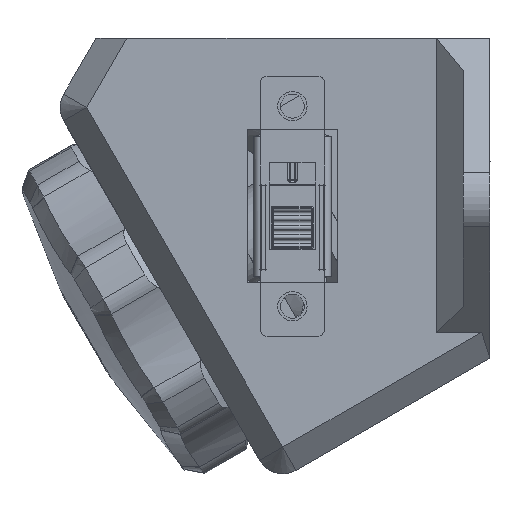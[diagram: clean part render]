
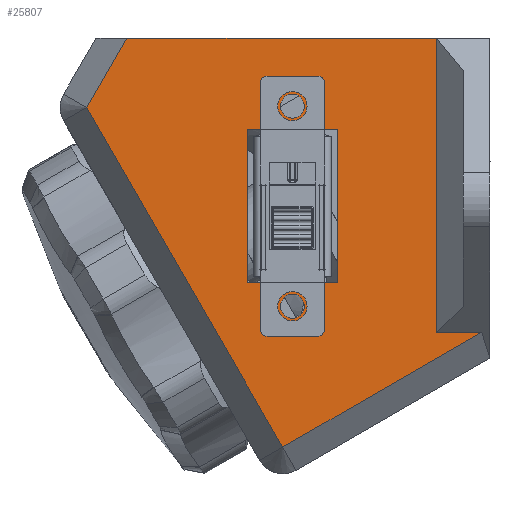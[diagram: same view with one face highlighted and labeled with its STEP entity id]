
A CAD part, left-side view. The second image highlights one B-rep face of the part: STEP entity #25807.
In plain terms, the highlighted face is planar.
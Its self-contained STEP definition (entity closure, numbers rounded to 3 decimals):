
#618=FACE_BOUND('',#4220,.T.);
#619=FACE_BOUND('',#4221,.T.);
#620=FACE_BOUND('',#4222,.T.);
#1495=PLANE('',#27711);
#2579=FACE_OUTER_BOUND('',#4219,.T.);
#4219=EDGE_LOOP('',(#21744,#21745,#21746,#21747,#21748,#21749));
#4220=EDGE_LOOP('',(#21750));
#4221=EDGE_LOOP('',(#21751));
#4222=EDGE_LOOP('',(#21752,#21753,#21754,#21755));
#6741=LINE('',#40346,#9522);
#6744=LINE('',#40352,#9525);
#6747=LINE('',#40356,#9528);
#6748=LINE('',#40358,#9529);
#6871=LINE('',#41316,#9652);
#6885=LINE('',#41352,#9666);
#6898=LINE('',#41382,#9679);
#6899=LINE('',#41384,#9680);
#6900=LINE('',#41386,#9681);
#6901=LINE('',#41387,#9682);
#9522=VECTOR('',#32552,10.);
#9525=VECTOR('',#32557,10.);
#9528=VECTOR('',#32562,10.);
#9529=VECTOR('',#32565,10.);
#9652=VECTOR('',#33016,10.);
#9666=VECTOR('',#33044,10.);
#9679=VECTOR('',#33073,10.);
#9680=VECTOR('',#33074,10.);
#9681=VECTOR('',#33075,10.);
#9682=VECTOR('',#33076,10.);
#10549=CIRCLE('',#27523,0.9);
#10551=CIRCLE('',#27527,0.9);
#12480=VERTEX_POINT('',#40330);
#12482=VERTEX_POINT('',#40338);
#12483=VERTEX_POINT('',#40344);
#12484=VERTEX_POINT('',#40345);
#12485=VERTEX_POINT('',#40350);
#12486=VERTEX_POINT('',#40351);
#12666=VERTEX_POINT('',#41313);
#12667=VERTEX_POINT('',#41315);
#12682=VERTEX_POINT('',#41351);
#12691=VERTEX_POINT('',#41381);
#12692=VERTEX_POINT('',#41383);
#12693=VERTEX_POINT('',#41385);
#15488=EDGE_CURVE('',#12480,#12480,#10549,.T.);
#15492=EDGE_CURVE('',#12482,#12482,#10551,.T.);
#15494=EDGE_CURVE('',#12483,#12484,#6741,.T.);
#15497=EDGE_CURVE('',#12485,#12486,#6744,.T.);
#15500=EDGE_CURVE('',#12486,#12483,#6747,.T.);
#15501=EDGE_CURVE('',#12484,#12485,#6748,.T.);
#15764=EDGE_CURVE('',#12666,#12667,#6871,.T.);
#15782=EDGE_CURVE('',#12682,#12667,#6885,.T.);
#15797=EDGE_CURVE('',#12666,#12691,#6898,.T.);
#15798=EDGE_CURVE('',#12692,#12691,#6899,.T.);
#15799=EDGE_CURVE('',#12693,#12692,#6900,.T.);
#15800=EDGE_CURVE('',#12682,#12693,#6901,.T.);
#21744=ORIENTED_EDGE('',*,*,#15764,.F.);
#21745=ORIENTED_EDGE('',*,*,#15797,.T.);
#21746=ORIENTED_EDGE('',*,*,#15798,.F.);
#21747=ORIENTED_EDGE('',*,*,#15799,.F.);
#21748=ORIENTED_EDGE('',*,*,#15800,.F.);
#21749=ORIENTED_EDGE('',*,*,#15782,.T.);
#21750=ORIENTED_EDGE('',*,*,#15492,.T.);
#21751=ORIENTED_EDGE('',*,*,#15488,.T.);
#21752=ORIENTED_EDGE('',*,*,#15494,.T.);
#21753=ORIENTED_EDGE('',*,*,#15501,.T.);
#21754=ORIENTED_EDGE('',*,*,#15497,.T.);
#21755=ORIENTED_EDGE('',*,*,#15500,.T.);
#25807=ADVANCED_FACE('',(#2579,#618,#619,#620),#1495,.T.);
#27523=AXIS2_PLACEMENT_3D('',#40332,#32535,#32536);
#27527=AXIS2_PLACEMENT_3D('',#40340,#32545,#32546);
#27711=AXIS2_PLACEMENT_3D('',#41380,#33071,#33072);
#32535=DIRECTION('center_axis',(-1.,0.,0.));
#32536=DIRECTION('ref_axis',(0.,0.,-1.));
#32545=DIRECTION('center_axis',(-1.,0.,0.));
#32546=DIRECTION('ref_axis',(0.,0.,-1.));
#32552=DIRECTION('',(0.,0.,-1.));
#32557=DIRECTION('',(0.,0.,1.));
#32562=DIRECTION('',(0.,1.,0.));
#32565=DIRECTION('',(0.,-1.,0.));
#33016=DIRECTION('',(0.,-1.,0.));
#33044=DIRECTION('',(0.,0.,1.));
#33071=DIRECTION('center_axis',(1.,0.,0.));
#33072=DIRECTION('ref_axis',(0.,1.,0.));
#33073=DIRECTION('',(0.,0.,1.));
#33074=DIRECTION('',(0.,0.866,-0.5));
#33075=DIRECTION('',(0.,0.866,0.5));
#33076=DIRECTION('',(0.,-0.5,0.866));
#40330=CARTESIAN_POINT('',(52.5,14.903,13.913));
#40332=CARTESIAN_POINT('Origin',(52.5,14.903,14.813));
#40338=CARTESIAN_POINT('',(52.5,-0.097,13.913));
#40340=CARTESIAN_POINT('Origin',(52.5,-0.097,14.813));
#40344=CARTESIAN_POINT('',(52.5,13.153,18.213));
#40345=CARTESIAN_POINT('',(52.5,13.153,11.413));
#40346=CARTESIAN_POINT('',(52.5,13.153,9.107));
#40350=CARTESIAN_POINT('',(52.5,1.653,11.413));
#40351=CARTESIAN_POINT('',(52.5,1.653,18.213));
#40352=CARTESIAN_POINT('',(52.5,1.653,5.707));
#40356=CARTESIAN_POINT('',(52.5,-9.174,18.213));
#40358=CARTESIAN_POINT('',(52.5,-3.424,11.413));
#41313=CARTESIAN_POINT('',(52.5,20.,4.));
#41315=CARTESIAN_POINT('',(52.5,-2.048,4.));
#41316=CARTESIAN_POINT('',(52.5,-6.,4.));
#41351=CARTESIAN_POINT('',(52.5,-2.048,0.619));
#41352=CARTESIAN_POINT('',(52.5,-2.048,0.));
#41380=CARTESIAN_POINT('Origin',(52.5,-20.,0.));
#41381=CARTESIAN_POINT('',(52.5,20.,27.241));
#41382=CARTESIAN_POINT('',(52.5,20.,0.));
#41383=CARTESIAN_POINT('',(52.5,14.804,30.241));
#41384=CARTESIAN_POINT('',(52.5,9.099,33.535));
#41385=CARTESIAN_POINT('',(52.5,-10.662,15.538));
#41386=CARTESIAN_POINT('',(52.5,-46.585,-5.202));
#41387=CARTESIAN_POINT('',(52.5,-4.268,4.464));
